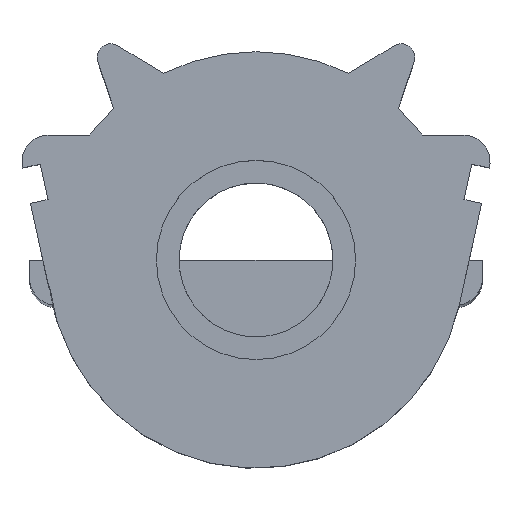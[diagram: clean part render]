
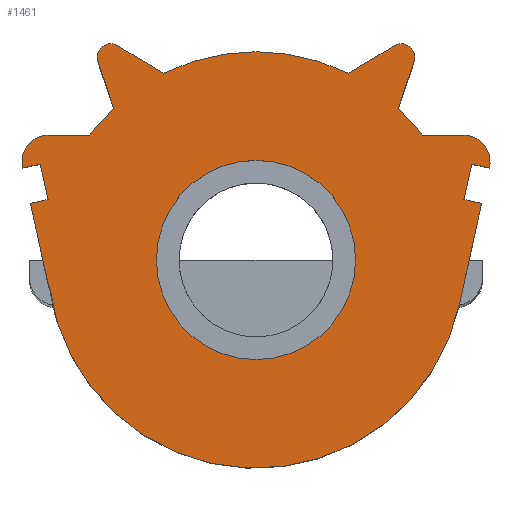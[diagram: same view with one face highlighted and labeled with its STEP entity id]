
A CAD part, top view. The second image highlights one B-rep face of the part: STEP entity #1461.
In plain terms, the highlighted planar face has unit normal (0, 0, 1).
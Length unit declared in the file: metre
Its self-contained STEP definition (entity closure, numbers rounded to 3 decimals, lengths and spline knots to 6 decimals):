
#136=LINE('',#2306,#313);
#142=LINE('',#2320,#319);
#143=LINE('',#2323,#320);
#144=LINE('',#2325,#321);
#145=LINE('',#2327,#322);
#146=LINE('',#2328,#323);
#147=LINE('',#2330,#324);
#148=LINE('',#2332,#325);
#149=LINE('',#2336,#326);
#150=LINE('',#2338,#327);
#151=LINE('',#2340,#328);
#152=LINE('',#2344,#329);
#153=LINE('',#2348,#330);
#154=LINE('',#2352,#331);
#155=LINE('',#2354,#332);
#156=LINE('',#2356,#333);
#157=LINE('',#2360,#334);
#313=VECTOR('',#1832,1.);
#319=VECTOR('',#1848,1.);
#320=VECTOR('',#1849,1.);
#321=VECTOR('',#1850,1.);
#322=VECTOR('',#1851,1.);
#323=VECTOR('',#1852,1.);
#324=VECTOR('',#1853,1.);
#325=VECTOR('',#1854,1.);
#326=VECTOR('',#1857,1.);
#327=VECTOR('',#1858,1.);
#328=VECTOR('',#1859,1.);
#329=VECTOR('',#1862,1.);
#330=VECTOR('',#1865,1.);
#331=VECTOR('',#1868,1.);
#332=VECTOR('',#1869,1.);
#333=VECTOR('',#1870,1.);
#334=VECTOR('',#1873,1.);
#555=ORIENTED_EDGE('',*,*,#955,.F.);
#556=ORIENTED_EDGE('',*,*,#956,.T.);
#557=ORIENTED_EDGE('',*,*,#957,.T.);
#558=ORIENTED_EDGE('',*,*,#958,.T.);
#559=ORIENTED_EDGE('',*,*,#959,.T.);
#560=ORIENTED_EDGE('',*,*,#945,.T.);
#561=ORIENTED_EDGE('',*,*,#949,.F.);
#562=ORIENTED_EDGE('',*,*,#960,.F.);
#563=ORIENTED_EDGE('',*,*,#961,.F.);
#564=ORIENTED_EDGE('',*,*,#962,.F.);
#565=ORIENTED_EDGE('',*,*,#963,.T.);
#566=ORIENTED_EDGE('',*,*,#964,.F.);
#567=ORIENTED_EDGE('',*,*,#965,.T.);
#568=ORIENTED_EDGE('',*,*,#966,.T.);
#569=ORIENTED_EDGE('',*,*,#967,.T.);
#570=ORIENTED_EDGE('',*,*,#968,.T.);
#571=ORIENTED_EDGE('',*,*,#969,.T.);
#572=ORIENTED_EDGE('',*,*,#970,.F.);
#573=ORIENTED_EDGE('',*,*,#971,.T.);
#574=ORIENTED_EDGE('',*,*,#972,.F.);
#575=ORIENTED_EDGE('',*,*,#973,.F.);
#576=ORIENTED_EDGE('',*,*,#974,.T.);
#577=ORIENTED_EDGE('',*,*,#975,.T.);
#578=ORIENTED_EDGE('',*,*,#976,.F.);
#945=EDGE_CURVE('',#1143,#1142,#1204,.T.);
#949=EDGE_CURVE('',#1144,#1142,#136,.T.);
#955=EDGE_CURVE('',#1147,#1147,#1205,.T.);
#956=EDGE_CURVE('',#1148,#1149,#142,.T.);
#957=EDGE_CURVE('',#1149,#1150,#143,.T.);
#958=EDGE_CURVE('',#1150,#1151,#144,.T.);
#959=EDGE_CURVE('',#1151,#1143,#145,.T.);
#960=EDGE_CURVE('',#1152,#1144,#146,.T.);
#961=EDGE_CURVE('',#1153,#1152,#147,.T.);
#962=EDGE_CURVE('',#1154,#1153,#148,.T.);
#963=EDGE_CURVE('',#1154,#1155,#1206,.T.);
#964=EDGE_CURVE('',#1156,#1155,#149,.T.);
#965=EDGE_CURVE('',#1156,#1157,#150,.T.);
#966=EDGE_CURVE('',#1157,#1158,#151,.T.);
#967=EDGE_CURVE('',#1158,#1159,#1207,.T.);
#968=EDGE_CURVE('',#1159,#1160,#152,.T.);
#969=EDGE_CURVE('',#1160,#1161,#1208,.T.);
#970=EDGE_CURVE('',#1162,#1161,#153,.T.);
#971=EDGE_CURVE('',#1162,#1163,#1209,.T.);
#972=EDGE_CURVE('',#1164,#1163,#154,.T.);
#973=EDGE_CURVE('',#1165,#1164,#155,.T.);
#974=EDGE_CURVE('',#1165,#1166,#156,.T.);
#975=EDGE_CURVE('',#1166,#1167,#1210,.T.);
#976=EDGE_CURVE('',#1148,#1167,#157,.T.);
#1142=VERTEX_POINT('',#2298);
#1143=VERTEX_POINT('',#2300);
#1144=VERTEX_POINT('',#2305);
#1147=VERTEX_POINT('',#2319);
#1148=VERTEX_POINT('',#2321);
#1149=VERTEX_POINT('',#2322);
#1150=VERTEX_POINT('',#2324);
#1151=VERTEX_POINT('',#2326);
#1152=VERTEX_POINT('',#2329);
#1153=VERTEX_POINT('',#2331);
#1154=VERTEX_POINT('',#2333);
#1155=VERTEX_POINT('',#2335);
#1156=VERTEX_POINT('',#2337);
#1157=VERTEX_POINT('',#2339);
#1158=VERTEX_POINT('',#2341);
#1159=VERTEX_POINT('',#2343);
#1160=VERTEX_POINT('',#2345);
#1161=VERTEX_POINT('',#2347);
#1162=VERTEX_POINT('',#2349);
#1163=VERTEX_POINT('',#2351);
#1164=VERTEX_POINT('',#2353);
#1165=VERTEX_POINT('',#2355);
#1166=VERTEX_POINT('',#2357);
#1167=VERTEX_POINT('',#2359);
#1204=CIRCLE('',#1567,0.023);
#1205=CIRCLE('',#1573,0.011);
#1206=CIRCLE('',#1574,0.003);
#1207=CIRCLE('',#1575,0.0015);
#1208=CIRCLE('',#1576,0.023);
#1209=CIRCLE('',#1577,0.0015);
#1210=CIRCLE('',#1578,0.003);
#1241=EDGE_LOOP('',(#555));
#1242=EDGE_LOOP('',(#556,#557,#558,#559,#560,#561,#562,#563,#564,#565,#566,
#567,#568,#569,#570,#571,#572,#573,#574,#575,#576,#577,#578));
#1324=FACE_BOUND('',#1241,.T.);
#1325=FACE_BOUND('',#1242,.T.);
#1400=PLANE('',#1572);
#1461=ADVANCED_FACE('',(#1324,#1325),#1400,.T.);
#1567=AXIS2_PLACEMENT_3D('',#2299,#1825,#1826);
#1572=AXIS2_PLACEMENT_3D('',#2317,#1844,#1845);
#1573=AXIS2_PLACEMENT_3D('',#2318,#1846,#1847);
#1574=AXIS2_PLACEMENT_3D('',#2334,#1855,#1856);
#1575=AXIS2_PLACEMENT_3D('',#2342,#1860,#1861);
#1576=AXIS2_PLACEMENT_3D('',#2346,#1863,#1864);
#1577=AXIS2_PLACEMENT_3D('',#2350,#1866,#1867);
#1578=AXIS2_PLACEMENT_3D('',#2358,#1871,#1872);
#1825=DIRECTION('',(0.,0.,1.));
#1826=DIRECTION('',(1.,0.,0.));
#1832=DIRECTION('',(-0.215,-0.977,0.));
#1844=DIRECTION('',(0.,0.,1.));
#1845=DIRECTION('',(1.,0.,0.));
#1846=DIRECTION('',(0.,0.,1.));
#1847=DIRECTION('',(1.,0.,0.));
#1848=DIRECTION('',(0.215,-0.977,0.));
#1849=DIRECTION('',(-0.977,-0.215,0.));
#1850=DIRECTION('',(0.215,-0.977,0.));
#1851=DIRECTION('',(0.977,0.215,0.));
#1852=DIRECTION('',(0.977,-0.215,0.));
#1853=DIRECTION('',(-0.215,-0.977,0.));
#1854=DIRECTION('',(-0.977,0.215,0.));
#1855=DIRECTION('',(0.,0.,1.));
#1856=DIRECTION('',(1.,0.,0.));
#1857=DIRECTION('',(1.,0.,0.));
#1858=DIRECTION('',(-0.667,0.745,0.));
#1859=DIRECTION('',(0.322,0.947,0.));
#1860=DIRECTION('',(0.,0.,1.));
#1861=DIRECTION('',(1.,0.,0.));
#1862=DIRECTION('',(-0.857,-0.515,0.));
#1863=DIRECTION('',(0.,0.,1.));
#1864=DIRECTION('',(1.,0.,0.));
#1865=DIRECTION('',(0.857,-0.515,0.));
#1866=DIRECTION('',(0.,0.,1.));
#1867=DIRECTION('',(1.,0.,0.));
#1868=DIRECTION('',(-0.322,0.947,0.));
#1869=DIRECTION('',(0.667,0.745,0.));
#1870=DIRECTION('',(-1.,0.,0.));
#1871=DIRECTION('',(0.,0.,1.));
#1872=DIRECTION('',(1.,0.,0.));
#1873=DIRECTION('',(-0.977,-0.215,0.));
#2298=CARTESIAN_POINT('',(0.022464,-0.009936,0.013));
#2299=CARTESIAN_POINT('',(0.,-0.005,0.013));
#2300=CARTESIAN_POINT('',(-0.022808,-0.007964,0.013));
#2305=CARTESIAN_POINT('',(0.024922,0.001249,0.013));
#2306=CARTESIAN_POINT('',(0.023693,-0.004343,0.013));
#2317=CARTESIAN_POINT('',(0.,0.,0.013));
#2318=CARTESIAN_POINT('',(0.,-0.005,0.013));
#2319=CARTESIAN_POINT('',(0.011,-0.005,0.013));
#2320=CARTESIAN_POINT('',(-0.023398,0.003632,0.013));
#2321=CARTESIAN_POINT('',(-0.023827,0.005585,0.013));
#2322=CARTESIAN_POINT('',(-0.022969,0.001679,0.013));
#2323=CARTESIAN_POINT('',(-0.022969,0.001679,0.013));
#2324=CARTESIAN_POINT('',(-0.024922,0.001249,0.013));
#2325=CARTESIAN_POINT('',(-0.024337,-0.001413,0.013));
#2326=CARTESIAN_POINT('',(-0.022893,-0.007983,0.013));
#2327=CARTESIAN_POINT('',(-0.022851,-0.007974,0.013));
#2328=CARTESIAN_POINT('',(0.023945,0.001464,0.013));
#2329=CARTESIAN_POINT('',(0.022969,0.001679,0.013));
#2330=CARTESIAN_POINT('',(0.023398,0.003632,0.013));
#2331=CARTESIAN_POINT('',(0.023827,0.005585,0.013));
#2332=CARTESIAN_POINT('',(0.024804,0.005371,0.013));
#2333=CARTESIAN_POINT('',(0.02578,0.005156,0.013));
#2334=CARTESIAN_POINT('',(0.02285,0.0058,0.013));
#2335=CARTESIAN_POINT('',(0.02285,0.0088,0.013));
#2336=CARTESIAN_POINT('',(0.021576,0.0088,0.013));
#2337=CARTESIAN_POINT('',(0.0184,0.0088,0.013));
#2338=CARTESIAN_POINT('',(0.017065,0.01029,0.013));
#2339=CARTESIAN_POINT('',(0.015731,0.011779,0.013));
#2340=CARTESIAN_POINT('',(0.01699,0.015489,0.013));
#2341=CARTESIAN_POINT('',(0.017467,0.016891,0.013));
#2342=CARTESIAN_POINT('',(0.016046,0.017374,0.013));
#2343=CARTESIAN_POINT('',(0.015274,0.01866,0.013));
#2344=CARTESIAN_POINT('',(0.013499,0.017594,0.013));
#2345=CARTESIAN_POINT('',(0.010202,0.015614,0.013));
#2346=CARTESIAN_POINT('',(0.,-0.005,0.013));
#2347=CARTESIAN_POINT('',(-0.010202,0.015614,0.013));
#2348=CARTESIAN_POINT('',(-0.013499,0.017594,0.013));
#2349=CARTESIAN_POINT('',(-0.015274,0.01866,0.013));
#2350=CARTESIAN_POINT('',(-0.016046,0.017374,0.013));
#2351=CARTESIAN_POINT('',(-0.017467,0.016891,0.013));
#2352=CARTESIAN_POINT('',(-0.01699,0.015489,0.013));
#2353=CARTESIAN_POINT('',(-0.015731,0.011779,0.013));
#2354=CARTESIAN_POINT('',(-0.017065,0.01029,0.013));
#2355=CARTESIAN_POINT('',(-0.0184,0.0088,0.013));
#2356=CARTESIAN_POINT('',(-0.019351,0.0088,0.013));
#2357=CARTESIAN_POINT('',(-0.02285,0.0088,0.013));
#2358=CARTESIAN_POINT('',(-0.02285,0.0058,0.013));
#2359=CARTESIAN_POINT('',(-0.02578,0.005156,0.013));
#2360=CARTESIAN_POINT('',(-0.023827,0.005585,0.013));
